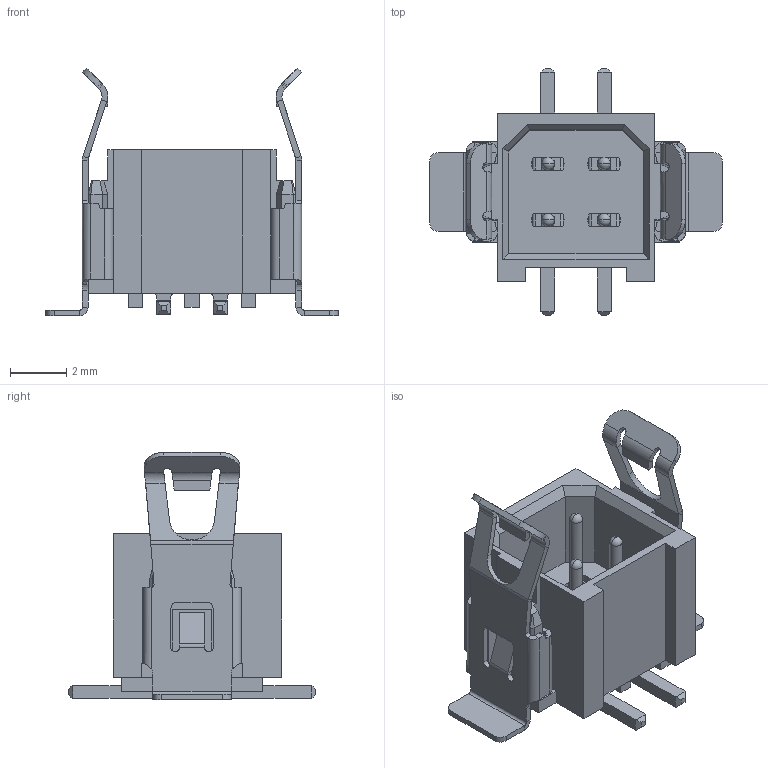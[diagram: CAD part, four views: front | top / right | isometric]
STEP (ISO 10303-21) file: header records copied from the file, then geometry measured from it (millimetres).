
FILE_DESCRIPTION (( 'STEP AP203' ), '1' );
FILE_NAME ('201TL04LS.STEP', '2011-04-11T12:22:30', ( 'Nicolas PERARDEL' ), ( 'Microsoft' ), 'SwSTEP 2.0', 'SolidWorks 2010', '' );
FILE_SCHEMA (( 'CONFIG_CONTROL_DESIGN' ));
Length unit declared in the file: millimetre
Products named in the file (1): 201TL04LS
Bounding box: 10.41 x 8.78 x 8.8 mm (x, y, z)
Volume: 135.6 mm3; surface area: 550.1 mm2
Topology: 7 solids, 7 shells, 693 faces, 1808 edges, 1118 vertices
Faces by surface type: plane 420, cylinder 208, bspline 45, cone 12, sphere 8
Entity records: 21993 total; most frequent: CARTESIAN_POINT 5229, ORIENTED_EDGE 3584, DIRECTION 3320, EDGE_CURVE 1792, VECTOR 1238, LINE 1238, VERTEX_POINT 1110, AXIS2_PLACEMENT_3D 1041
